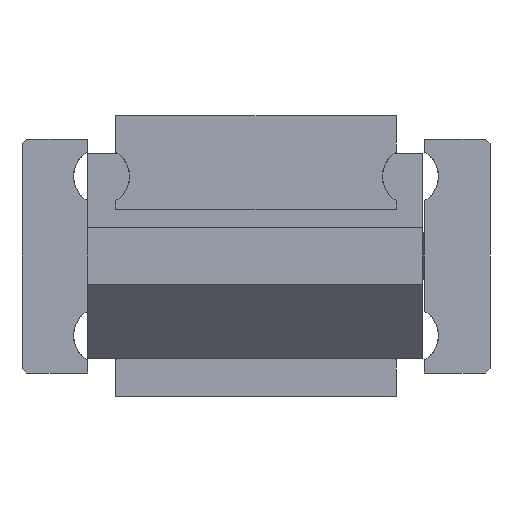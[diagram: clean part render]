
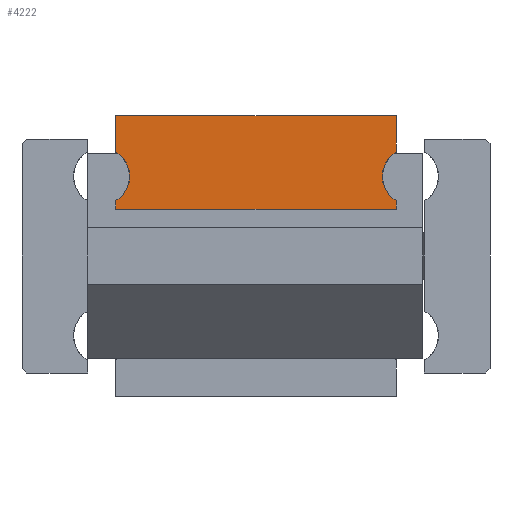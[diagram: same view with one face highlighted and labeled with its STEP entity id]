
A CAD part, front view. The second image highlights one B-rep face of the part: STEP entity #4222.
In plain terms, the highlighted planar face has unit normal (0, -1, 0).
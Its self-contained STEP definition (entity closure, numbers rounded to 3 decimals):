
#3659=CARTESIAN_POINT('',(15.0,-833.0,2.598));
#3660=VERTEX_POINT('',#3659);
#3667=CARTESIAN_POINT('',(13.5,-833.0,0.));
#3668=VERTEX_POINT('',#3667);
#3669=CARTESIAN_POINT('',(16.5,-833.0,0.0));
#3670=DIRECTION('',(0.0,-1.0,0.0));
#3671=DIRECTION('',(1.0,0.0,0.0));
#3672=AXIS2_PLACEMENT_3D('',#3669,#3670,#3671);
#3673=CIRCLE('',#3672,3.0);
#3674=EDGE_CURVE('',#3660,#3668,#3673,.T.);
#3742=CARTESIAN_POINT('',(-13.5,-833.0,0.));
#3743=VERTEX_POINT('',#3742);
#3752=CARTESIAN_POINT('',(-15.0,-833.0,2.598));
#3753=VERTEX_POINT('',#3752);
#3754=CARTESIAN_POINT('',(-16.5,-833.0,0.0));
#3755=DIRECTION('',(0.0,-1.0,0.0));
#3756=DIRECTION('',(1.0,0.0,0.0));
#3757=AXIS2_PLACEMENT_3D('',#3754,#3755,#3756);
#3758=CIRCLE('',#3757,3.0);
#3759=EDGE_CURVE('',#3743,#3753,#3758,.T.);
#3951=CARTESIAN_POINT('',(-15.0,-833.0,6.5));
#3952=VERTEX_POINT('',#3951);
#3953=CARTESIAN_POINT('',(-15.0,-833.0,2.598));
#3954=DIRECTION('',(0.0,0.0,1.0));
#3955=VECTOR('',#3954,3.902);
#3956=LINE('',#3953,#3955);
#3957=EDGE_CURVE('',#3753,#3952,#3956,.T.);
#4045=CARTESIAN_POINT('',(-15.0,-833.0,-2.598));
#4046=VERTEX_POINT('',#4045);
#4053=CARTESIAN_POINT('',(-16.5,-833.0,0.0));
#4054=DIRECTION('',(0.0,-1.0,0.0));
#4055=DIRECTION('',(1.0,0.0,0.0));
#4056=AXIS2_PLACEMENT_3D('',#4053,#4054,#4055);
#4057=CIRCLE('',#4056,3.0);
#4058=EDGE_CURVE('',#4046,#3743,#4057,.T.);
#4069=CARTESIAN_POINT('',(-15.0,-833.0,-3.5));
#4070=VERTEX_POINT('',#4069);
#4077=CARTESIAN_POINT('',(-15.0,-833.0,-3.5));
#4078=DIRECTION('',(0.0,0.0,1.0));
#4079=VECTOR('',#4078,0.902);
#4080=LINE('',#4077,#4079);
#4081=EDGE_CURVE('',#4070,#4046,#4080,.T.);
#4102=CARTESIAN_POINT('',(15.0,-833.0,-3.5));
#4103=VERTEX_POINT('',#4102);
#4110=CARTESIAN_POINT('',(15.0,-833.0,-3.5));
#4111=DIRECTION('',(-1.0,0.0,0.0));
#4112=VECTOR('',#4111,30.0);
#4113=LINE('',#4110,#4112);
#4114=EDGE_CURVE('',#4103,#4070,#4113,.T.);
#4180=CARTESIAN_POINT('',(0.0,-833.0,1.5));
#4181=DIRECTION('',(0.0,1.0,0.0));
#4182=DIRECTION('',(0.0,0.0,1.0));
#4183=AXIS2_PLACEMENT_3D('',#4180,#4181,#4182);
#4184=PLANE('',#4183);
#4185=ORIENTED_EDGE('',*,*,#3674,.F.);
#4186=CARTESIAN_POINT('',(15.0,-833.0,6.5));
#4187=VERTEX_POINT('',#4186);
#4188=CARTESIAN_POINT('',(15.0,-833.0,6.5));
#4189=DIRECTION('',(0.0,0.0,-1.0));
#4190=VECTOR('',#4189,3.902);
#4191=LINE('',#4188,#4190);
#4192=EDGE_CURVE('',#4187,#3660,#4191,.T.);
#4193=ORIENTED_EDGE('',*,*,#4192,.F.);
#4194=CARTESIAN_POINT('',(-15.0,-833.0,6.5));
#4195=DIRECTION('',(1.0,0.0,0.0));
#4196=VECTOR('',#4195,30.0);
#4197=LINE('',#4194,#4196);
#4198=EDGE_CURVE('',#3952,#4187,#4197,.T.);
#4199=ORIENTED_EDGE('',*,*,#4198,.F.);
#4200=ORIENTED_EDGE('',*,*,#3957,.F.);
#4201=ORIENTED_EDGE('',*,*,#3759,.F.);
#4202=ORIENTED_EDGE('',*,*,#4058,.F.);
#4203=ORIENTED_EDGE('',*,*,#4081,.F.);
#4204=ORIENTED_EDGE('',*,*,#4114,.F.);
#4205=CARTESIAN_POINT('',(15.0,-833.0,-2.598));
#4206=VERTEX_POINT('',#4205);
#4207=CARTESIAN_POINT('',(15.0,-833.0,-2.598));
#4208=DIRECTION('',(0.0,0.0,-1.0));
#4209=VECTOR('',#4208,0.902);
#4210=LINE('',#4207,#4209);
#4211=EDGE_CURVE('',#4206,#4103,#4210,.T.);
#4212=ORIENTED_EDGE('',*,*,#4211,.F.);
#4213=CARTESIAN_POINT('',(16.5,-833.0,0.0));
#4214=DIRECTION('',(0.0,-1.0,0.0));
#4215=DIRECTION('',(1.0,0.0,0.0));
#4216=AXIS2_PLACEMENT_3D('',#4213,#4214,#4215);
#4217=CIRCLE('',#4216,3.0);
#4218=EDGE_CURVE('',#3668,#4206,#4217,.T.);
#4219=ORIENTED_EDGE('',*,*,#4218,.F.);
#4220=EDGE_LOOP('',(#4185,#4193,#4199,#4200,#4201,#4202,#4203,#4204,#4212,#4219));
#4221=FACE_OUTER_BOUND('',#4220,.T.);
#4222=ADVANCED_FACE('',(#4221),#4184,.F.);
